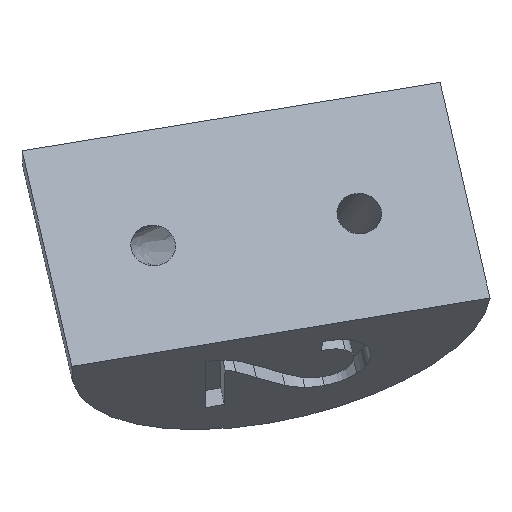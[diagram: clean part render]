
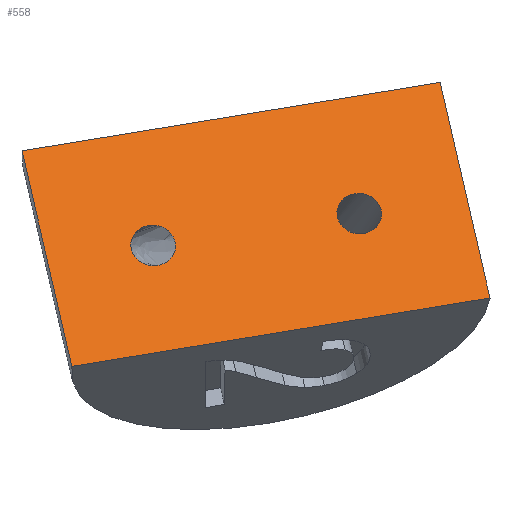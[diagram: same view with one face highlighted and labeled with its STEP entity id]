
A CAD part, top view. The second image highlights one B-rep face of the part: STEP entity #558.
In plain terms, the highlighted planar face has unit normal (0.064, 0.424, 0.903).
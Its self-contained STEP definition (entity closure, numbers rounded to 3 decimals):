
#19=FACE_BOUND('',#93,.T.);
#20=FACE_BOUND('',#94,.T.);
#29=PLANE('',#583);
#59=FACE_OUTER_BOUND('',#92,.T.);
#92=EDGE_LOOP('',(#500,#501,#502,#503));
#93=EDGE_LOOP('',(#504,#505));
#94=EDGE_LOOP('',(#506));
#129=LINE('',#1566,#166);
#130=LINE('',#1571,#167);
#131=LINE('',#1572,#168);
#132=LINE('',#1574,#169);
#166=VECTOR('',#634,10.);
#167=VECTOR('',#639,10.);
#168=VECTOR('',#640,10.);
#169=VECTOR('',#643,10.);
#207=B_SPLINE_CURVE_WITH_KNOTS('',3,(#1139,#1140,#1141,#1142,#1143),
 .UNSPECIFIED.,.F.,.F.,(4,1,4),(0.,0.5,1.),.UNSPECIFIED.);
#209=B_SPLINE_CURVE_WITH_KNOTS('',3,(#1301,#1302,#1303,#1304,#1305,#1306,
#1307,#1308,#1309,#1310,#1311,#1312,#1313,#1314,#1315,#1316,#1317,#1318,
#1319,#1320,#1321,#1322,#1323,#1324,#1325,#1326,#1327,#1328,#1329,#1330,
#1331,#1332),.UNSPECIFIED.,.F.,.F.,(4,2,2,2,2,2,2,2,2,2,2,2,2,2,2,4),(0.,
0.019,0.118,0.201,0.252,
0.272,0.322,0.373,0.454,
0.551,0.647,0.727,0.802,
0.877,0.962,1.),.UNSPECIFIED.);
#211=B_SPLINE_CURVE_WITH_KNOTS('',3,(#1524,#1525,#1526,#1527,#1528,#1529,
#1530,#1531,#1532,#1533,#1534,#1535,#1536,#1537,#1538,#1539,#1540,#1541,
#1542,#1543,#1544,#1545,#1546,#1547,#1548,#1549,#1550,#1551,#1552,#1553,
#1554,#1555,#1556,#1557,#1558,#1559,#1560,#1561),.UNSPECIFIED.,.T.,.F.,
(4,2,2,2,2,2,2,2,2,2,2,2,2,2,2,2,2,2,4),(0.,0.047,0.111,
0.172,0.23,0.289,0.352,
0.418,0.481,0.541,0.6,
0.661,0.723,0.786,0.848,
0.909,0.946,0.983,1.),.UNSPECIFIED.);
#258=VERTEX_POINT('',#1136);
#259=VERTEX_POINT('',#1138);
#261=VERTEX_POINT('',#1522);
#262=VERTEX_POINT('',#1563);
#263=VERTEX_POINT('',#1564);
#264=VERTEX_POINT('',#1568);
#265=VERTEX_POINT('',#1569);
#334=EDGE_CURVE('',#259,#258,#207,.T.);
#337=EDGE_CURVE('',#258,#259,#209,.T.);
#340=EDGE_CURVE('',#261,#261,#211,.T.);
#342=EDGE_CURVE('',#263,#262,#129,.T.);
#344=EDGE_CURVE('',#265,#263,#130,.T.);
#345=EDGE_CURVE('',#264,#262,#131,.F.);
#346=EDGE_CURVE('',#265,#264,#132,.T.);
#500=ORIENTED_EDGE('',*,*,#346,.T.);
#501=ORIENTED_EDGE('',*,*,#345,.T.);
#502=ORIENTED_EDGE('',*,*,#342,.F.);
#503=ORIENTED_EDGE('',*,*,#344,.F.);
#504=ORIENTED_EDGE('',*,*,#337,.T.);
#505=ORIENTED_EDGE('',*,*,#334,.T.);
#506=ORIENTED_EDGE('',*,*,#340,.T.);
#558=ADVANCED_FACE('',(#59,#19,#20),#29,.T.);
#583=AXIS2_PLACEMENT_3D('',#1573,#641,#642);
#634=DIRECTION('',(-0.976,-0.16,0.144));
#639=DIRECTION('',(0.206,-0.891,0.404));
#640=DIRECTION('',(-0.206,0.891,-0.404));
#641=DIRECTION('center_axis',(0.064,0.424,0.903));
#642=DIRECTION('ref_axis',(-0.976,-0.16,0.144));
#643=DIRECTION('',(-0.976,-0.16,0.144));
#1136=CARTESIAN_POINT('',(23.142,27.715,185.994));
#1138=CARTESIAN_POINT('',(22.335,27.605,186.103));
#1139=CARTESIAN_POINT('Ctrl Pts',(22.335,27.605,186.103));
#1140=CARTESIAN_POINT('Ctrl Pts',(22.425,27.712,186.046));
#1141=CARTESIAN_POINT('Ctrl Pts',(22.699,27.859,185.958));
#1142=CARTESIAN_POINT('Ctrl Pts',(23.015,27.793,185.966));
#1143=CARTESIAN_POINT('Ctrl Pts',(23.142,27.715,185.994));
#1301=CARTESIAN_POINT('Ctrl Pts',(23.142,27.715,185.994));
#1302=CARTESIAN_POINT('Ctrl Pts',(23.157,27.706,185.997));
#1303=CARTESIAN_POINT('Ctrl Pts',(23.172,27.696,186.001));
#1304=CARTESIAN_POINT('Ctrl Pts',(23.26,27.63,186.025));
#1305=CARTESIAN_POINT('Ctrl Pts',(23.32,27.56,186.054));
#1306=CARTESIAN_POINT('Ctrl Pts',(23.393,27.415,186.117));
#1307=CARTESIAN_POINT('Ctrl Pts',(23.412,27.343,186.15));
#1308=CARTESIAN_POINT('Ctrl Pts',(23.416,27.227,186.204));
#1309=CARTESIAN_POINT('Ctrl Pts',(23.412,27.184,186.225));
#1310=CARTESIAN_POINT('Ctrl Pts',(23.398,27.124,186.253));
#1311=CARTESIAN_POINT('Ctrl Pts',(23.393,27.108,186.262));
#1312=CARTESIAN_POINT('Ctrl Pts',(23.373,27.05,186.29));
#1313=CARTESIAN_POINT('Ctrl Pts',(23.353,27.01,186.31));
#1314=CARTESIAN_POINT('Ctrl Pts',(23.303,26.936,186.348));
#1315=CARTESIAN_POINT('Ctrl Pts',(23.273,26.902,186.367));
#1316=CARTESIAN_POINT('Ctrl Pts',(23.184,26.824,186.41));
#1317=CARTESIAN_POINT('Ctrl Pts',(23.119,26.786,186.432));
#1318=CARTESIAN_POINT('Ctrl Pts',(22.962,26.731,186.469));
#1319=CARTESIAN_POINT('Ctrl Pts',(22.869,26.72,186.481));
#1320=CARTESIAN_POINT('Ctrl Pts',(22.686,26.735,186.487));
#1321=CARTESIAN_POINT('Ctrl Pts',(22.597,26.762,186.48));
#1322=CARTESIAN_POINT('Ctrl Pts',(22.451,26.842,186.453));
#1323=CARTESIAN_POINT('Ctrl Pts',(22.392,26.89,186.435));
#1324=CARTESIAN_POINT('Ctrl Pts',(22.301,26.999,186.39));
#1325=CARTESIAN_POINT('Ctrl Pts',(22.267,27.057,186.365));
#1326=CARTESIAN_POINT('Ctrl Pts',(22.224,27.182,186.309));
#1327=CARTESIAN_POINT('Ctrl Pts',(22.214,27.248,186.279));
#1328=CARTESIAN_POINT('Ctrl Pts',(22.222,27.386,186.214));
#1329=CARTESIAN_POINT('Ctrl Pts',(22.243,27.458,186.179));
#1330=CARTESIAN_POINT('Ctrl Pts',(22.295,27.551,186.131));
#1331=CARTESIAN_POINT('Ctrl Pts',(22.314,27.579,186.116));
#1332=CARTESIAN_POINT('Ctrl Pts',(22.335,27.605,186.103));
#1522=CARTESIAN_POINT('',(28.939,28.034,185.434));
#1524=CARTESIAN_POINT('Ctrl Pts',(28.939,28.034,185.434));
#1525=CARTESIAN_POINT('Ctrl Pts',(28.931,27.981,185.459));
#1526=CARTESIAN_POINT('Ctrl Pts',(28.915,27.93,185.484));
#1527=CARTESIAN_POINT('Ctrl Pts',(28.857,27.817,185.542));
#1528=CARTESIAN_POINT('Ctrl Pts',(28.809,27.759,185.572));
#1529=CARTESIAN_POINT('Ctrl Pts',(28.693,27.666,185.624));
#1530=CARTESIAN_POINT('Ctrl Pts',(28.627,27.631,185.645));
#1531=CARTESIAN_POINT('Ctrl Pts',(28.487,27.587,185.676));
#1532=CARTESIAN_POINT('Ctrl Pts',(28.414,27.578,185.685));
#1533=CARTESIAN_POINT('Ctrl Pts',(28.267,27.583,185.693));
#1534=CARTESIAN_POINT('Ctrl Pts',(28.193,27.598,185.692));
#1535=CARTESIAN_POINT('Ctrl Pts',(28.05,27.654,185.675));
#1536=CARTESIAN_POINT('Ctrl Pts',(27.982,27.696,185.661));
#1537=CARTESIAN_POINT('Ctrl Pts',(27.867,27.802,185.619));
#1538=CARTESIAN_POINT('Ctrl Pts',(27.821,27.866,185.592));
#1539=CARTESIAN_POINT('Ctrl Pts',(27.761,28.004,185.531));
#1540=CARTESIAN_POINT('Ctrl Pts',(27.746,28.076,185.498));
#1541=CARTESIAN_POINT('Ctrl Pts',(27.748,28.216,185.433));
#1542=CARTESIAN_POINT('Ctrl Pts',(27.764,28.284,185.4));
#1543=CARTESIAN_POINT('Ctrl Pts',(27.821,28.407,185.338));
#1544=CARTESIAN_POINT('Ctrl Pts',(27.862,28.463,185.308));
#1545=CARTESIAN_POINT('Ctrl Pts',(27.966,28.559,185.256));
#1546=CARTESIAN_POINT('Ctrl Pts',(28.029,28.598,185.233));
#1547=CARTESIAN_POINT('Ctrl Pts',(28.169,28.652,185.198));
#1548=CARTESIAN_POINT('Ctrl Pts',(28.247,28.666,185.186));
#1549=CARTESIAN_POINT('Ctrl Pts',(28.403,28.667,185.174));
#1550=CARTESIAN_POINT('Ctrl Pts',(28.483,28.653,185.175));
#1551=CARTESIAN_POINT('Ctrl Pts',(28.63,28.599,185.19));
#1552=CARTESIAN_POINT('Ctrl Pts',(28.697,28.559,185.204));
#1553=CARTESIAN_POINT('Ctrl Pts',(28.81,28.46,185.243));
#1554=CARTESIAN_POINT('Ctrl Pts',(28.856,28.402,185.267));
#1555=CARTESIAN_POINT('Ctrl Pts',(28.908,28.299,185.311));
#1556=CARTESIAN_POINT('Ctrl Pts',(28.923,28.259,185.329));
#1557=CARTESIAN_POINT('Ctrl Pts',(28.942,28.175,185.367));
#1558=CARTESIAN_POINT('Ctrl Pts',(28.946,28.132,185.387));
#1559=CARTESIAN_POINT('Ctrl Pts',(28.944,28.071,185.416));
#1560=CARTESIAN_POINT('Ctrl Pts',(28.942,28.052,185.425));
#1561=CARTESIAN_POINT('Ctrl Pts',(28.939,28.034,185.434));
#1563=CARTESIAN_POINT('',(20.633,24.017,187.909));
#1564=CARTESIAN_POINT('',(31.853,25.856,186.251));
#1566=CARTESIAN_POINT('',(31.951,25.872,186.237));
#1568=CARTESIAN_POINT('',(19.296,29.81,185.282));
#1569=CARTESIAN_POINT('',(30.516,31.649,183.624));
#1571=CARTESIAN_POINT('',(30.516,31.649,183.624));
#1572=CARTESIAN_POINT('',(19.296,29.81,185.282));
#1573=CARTESIAN_POINT('Origin',(30.613,31.665,183.609));
#1574=CARTESIAN_POINT('',(30.613,31.665,183.609));
